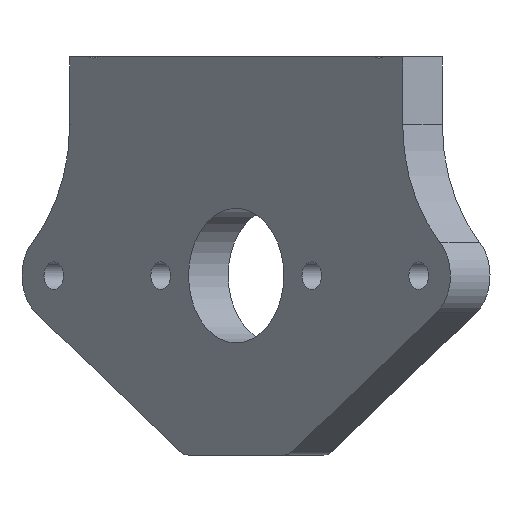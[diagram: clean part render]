
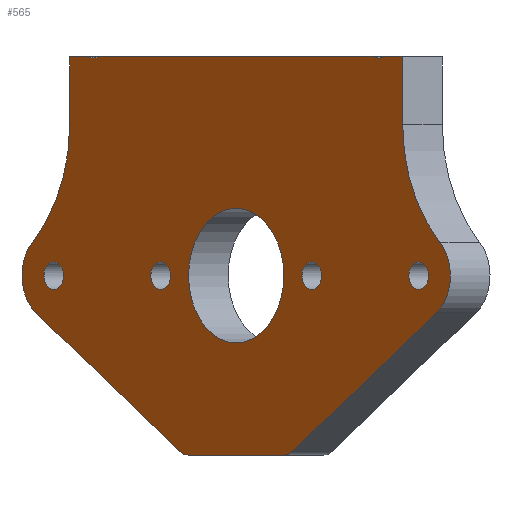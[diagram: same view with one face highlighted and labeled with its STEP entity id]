
A CAD part, front view. The second image highlights one B-rep face of the part: STEP entity #565.
In plain terms, the highlighted face is planar.
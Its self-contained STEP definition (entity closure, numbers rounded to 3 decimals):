
#21=FACE_BOUND('',#77,.T.);
#22=FACE_BOUND('',#78,.T.);
#23=FACE_BOUND('',#79,.T.);
#24=FACE_BOUND('',#80,.T.);
#25=FACE_BOUND('',#81,.T.);
#31=PLANE('',#621);
#47=FACE_OUTER_BOUND('',#76,.T.);
#76=EDGE_LOOP('',(#408,#409,#410,#411,#412,#413,#414,#415,#416,#417,#418,
#419,#420,#421,#422,#423));
#77=EDGE_LOOP('',(#424));
#78=EDGE_LOOP('',(#425));
#79=EDGE_LOOP('',(#426));
#80=EDGE_LOOP('',(#427));
#81=EDGE_LOOP('',(#428));
#123=LINE('',#935,#168);
#124=LINE('',#937,#169);
#125=LINE('',#939,#170);
#126=LINE('',#945,#171);
#127=LINE('',#949,#172);
#128=LINE('',#953,#173);
#129=LINE('',#959,#174);
#130=LINE('',#960,#175);
#168=VECTOR('',#719,10.);
#169=VECTOR('',#720,10.);
#170=VECTOR('',#721,10.);
#171=VECTOR('',#726,10.);
#172=VECTOR('',#729,10.);
#173=VECTOR('',#732,10.);
#174=VECTOR('',#737,10.);
#175=VECTOR('',#738,10.);
#204=CIRCLE('',#606,2.);
#206=CIRCLE('',#610,2.);
#215=CIRCLE('',#622,14.162);
#216=CIRCLE('',#623,4.);
#217=CIRCLE('',#624,2.);
#218=CIRCLE('',#625,2.);
#219=CIRCLE('',#626,4.);
#220=CIRCLE('',#627,14.162);
#221=CIRCLE('',#628,6.);
#222=CIRCLE('',#629,1.23);
#223=CIRCLE('',#630,1.23);
#224=CIRCLE('',#631,1.23);
#225=CIRCLE('',#632,1.23);
#242=VERTEX_POINT('',#866);
#244=VERTEX_POINT('',#879);
#250=VERTEX_POINT('',#902);
#252=VERTEX_POINT('',#915);
#257=VERTEX_POINT('',#936);
#258=VERTEX_POINT('',#938);
#259=VERTEX_POINT('',#940);
#260=VERTEX_POINT('',#942);
#261=VERTEX_POINT('',#944);
#262=VERTEX_POINT('',#946);
#263=VERTEX_POINT('',#948);
#264=VERTEX_POINT('',#950);
#265=VERTEX_POINT('',#952);
#266=VERTEX_POINT('',#954);
#267=VERTEX_POINT('',#956);
#268=VERTEX_POINT('',#958);
#269=VERTEX_POINT('',#961);
#270=VERTEX_POINT('',#963);
#271=VERTEX_POINT('',#965);
#272=VERTEX_POINT('',#967);
#273=VERTEX_POINT('',#969);
#300=EDGE_CURVE('',#242,#244,#204,.T.);
#308=EDGE_CURVE('',#250,#252,#206,.T.);
#319=EDGE_CURVE('',#244,#250,#123,.T.);
#320=EDGE_CURVE('',#252,#257,#124,.T.);
#321=EDGE_CURVE('',#257,#258,#125,.T.);
#322=EDGE_CURVE('',#258,#259,#215,.T.);
#323=EDGE_CURVE('',#259,#260,#216,.T.);
#324=EDGE_CURVE('',#260,#261,#126,.T.);
#325=EDGE_CURVE('',#262,#261,#217,.T.);
#326=EDGE_CURVE('',#262,#263,#127,.T.);
#327=EDGE_CURVE('',#264,#263,#218,.T.);
#328=EDGE_CURVE('',#264,#265,#128,.T.);
#329=EDGE_CURVE('',#265,#266,#219,.T.);
#330=EDGE_CURVE('',#266,#267,#220,.T.);
#331=EDGE_CURVE('',#267,#268,#129,.T.);
#332=EDGE_CURVE('',#268,#242,#130,.T.);
#333=EDGE_CURVE('',#269,#269,#221,.T.);
#334=EDGE_CURVE('',#270,#270,#222,.T.);
#335=EDGE_CURVE('',#271,#271,#223,.T.);
#336=EDGE_CURVE('',#272,#272,#224,.T.);
#337=EDGE_CURVE('',#273,#273,#225,.T.);
#408=ORIENTED_EDGE('',*,*,#300,.T.);
#409=ORIENTED_EDGE('',*,*,#319,.T.);
#410=ORIENTED_EDGE('',*,*,#308,.T.);
#411=ORIENTED_EDGE('',*,*,#320,.T.);
#412=ORIENTED_EDGE('',*,*,#321,.T.);
#413=ORIENTED_EDGE('',*,*,#322,.T.);
#414=ORIENTED_EDGE('',*,*,#323,.T.);
#415=ORIENTED_EDGE('',*,*,#324,.T.);
#416=ORIENTED_EDGE('',*,*,#325,.F.);
#417=ORIENTED_EDGE('',*,*,#326,.T.);
#418=ORIENTED_EDGE('',*,*,#327,.F.);
#419=ORIENTED_EDGE('',*,*,#328,.T.);
#420=ORIENTED_EDGE('',*,*,#329,.T.);
#421=ORIENTED_EDGE('',*,*,#330,.T.);
#422=ORIENTED_EDGE('',*,*,#331,.T.);
#423=ORIENTED_EDGE('',*,*,#332,.T.);
#424=ORIENTED_EDGE('',*,*,#333,.T.);
#425=ORIENTED_EDGE('',*,*,#334,.T.);
#426=ORIENTED_EDGE('',*,*,#335,.T.);
#427=ORIENTED_EDGE('',*,*,#336,.T.);
#428=ORIENTED_EDGE('',*,*,#337,.T.);
#565=ADVANCED_FACE('',(#47,#21,#22,#23,#24,#25),#31,.T.);
#606=AXIS2_PLACEMENT_3D('',#881,#681,#682);
#610=AXIS2_PLACEMENT_3D('',#917,#693,#694);
#621=AXIS2_PLACEMENT_3D('',#934,#717,#718);
#622=AXIS2_PLACEMENT_3D('',#941,#722,#723);
#623=AXIS2_PLACEMENT_3D('',#943,#724,#725);
#624=AXIS2_PLACEMENT_3D('',#947,#727,#728);
#625=AXIS2_PLACEMENT_3D('',#951,#730,#731);
#626=AXIS2_PLACEMENT_3D('',#955,#733,#734);
#627=AXIS2_PLACEMENT_3D('',#957,#735,#736);
#628=AXIS2_PLACEMENT_3D('',#962,#739,#740);
#629=AXIS2_PLACEMENT_3D('',#964,#741,#742);
#630=AXIS2_PLACEMENT_3D('',#966,#743,#744);
#631=AXIS2_PLACEMENT_3D('',#968,#745,#746);
#632=AXIS2_PLACEMENT_3D('',#970,#747,#748);
#681=DIRECTION('center_axis',(0.,0.,-1.));
#682=DIRECTION('ref_axis',(1.,0.,0.));
#693=DIRECTION('center_axis',(0.,0.,-1.));
#694=DIRECTION('ref_axis',(1.,0.,0.));
#717=DIRECTION('center_axis',(0.,0.,1.));
#718=DIRECTION('ref_axis',(1.,0.,0.));
#719=DIRECTION('',(1.,0.,0.));
#720=DIRECTION('',(1.,0.,0.));
#721=DIRECTION('',(0.,1.,0.));
#722=DIRECTION('center_axis',(0.,0.,-1.));
#723=DIRECTION('ref_axis',(-1.,0.,0.));
#724=DIRECTION('center_axis',(0.,0.,1.));
#725=DIRECTION('ref_axis',(1.,0.,0.));
#726=DIRECTION('',(-0.826,0.563,0.));
#727=DIRECTION('center_axis',(0.,0.,-1.));
#728=DIRECTION('ref_axis',(0.563,0.826,0.));
#729=DIRECTION('',(-1.,0.,0.));
#730=DIRECTION('center_axis',(0.,0.,-1.));
#731=DIRECTION('ref_axis',(0.,1.,0.));
#732=DIRECTION('',(-0.826,-0.563,0.));
#733=DIRECTION('center_axis',(0.,0.,1.));
#734=DIRECTION('ref_axis',(1.,0.,0.));
#735=DIRECTION('center_axis',(0.,0.,-1.));
#736=DIRECTION('ref_axis',(-1.,0.,0.));
#737=DIRECTION('',(0.,-1.,0.));
#738=DIRECTION('',(1.,0.,0.));
#739=DIRECTION('center_axis',(0.,0.,-1.));
#740=DIRECTION('ref_axis',(-1.,0.,0.));
#741=DIRECTION('center_axis',(0.,0.,-1.));
#742=DIRECTION('ref_axis',(1.,0.,0.));
#743=DIRECTION('center_axis',(0.,0.,-1.));
#744=DIRECTION('ref_axis',(1.,0.,0.));
#745=DIRECTION('center_axis',(0.,0.,-1.));
#746=DIRECTION('ref_axis',(1.,0.,0.));
#747=DIRECTION('center_axis',(0.,0.,-1.));
#748=DIRECTION('ref_axis',(1.,0.,0.));
#866=CARTESIAN_POINT('',(-18.624,-19.5,5.));
#879=CARTESIAN_POINT('',(-17.376,-19.5,5.));
#881=CARTESIAN_POINT('Origin',(-18.,-21.4,5.));
#902=CARTESIAN_POINT('',(17.376,-19.5,5.));
#915=CARTESIAN_POINT('',(18.624,-19.5,5.));
#917=CARTESIAN_POINT('Origin',(18.,-21.4,5.));
#934=CARTESIAN_POINT('Origin',(0.,-1.75,5.));
#935=CARTESIAN_POINT('',(-27.013,-19.5,5.));
#936=CARTESIAN_POINT('',(21.,-19.5,5.));
#937=CARTESIAN_POINT('',(-27.013,-19.5,5.));
#938=CARTESIAN_POINT('',(21.,-13.5,5.));
#939=CARTESIAN_POINT('',(21.,-7.625,5.));
#940=CARTESIAN_POINT('',(25.688,-2.973,5.));
#941=CARTESIAN_POINT('Origin',(35.162,-13.5,5.));
#942=CARTESIAN_POINT('',(25.265,3.306,5.));
#943=CARTESIAN_POINT('Origin',(23.013,0.,5.));
#944=CARTESIAN_POINT('',(7.144,15.653,5.));
#945=CARTESIAN_POINT('',(25.265,3.306,5.));
#946=CARTESIAN_POINT('',(6.018,16.,5.));
#947=CARTESIAN_POINT('Origin',(6.018,14.,5.));
#948=CARTESIAN_POINT('',(-6.018,16.,5.));
#949=CARTESIAN_POINT('',(6.633,16.,5.));
#950=CARTESIAN_POINT('',(-7.144,15.653,5.));
#951=CARTESIAN_POINT('Origin',(-6.018,14.,5.));
#952=CARTESIAN_POINT('',(-25.265,3.306,5.));
#953=CARTESIAN_POINT('',(-6.757,15.917,5.));
#954=CARTESIAN_POINT('',(-25.688,-2.973,5.));
#955=CARTESIAN_POINT('Origin',(-23.013,0.,5.));
#956=CARTESIAN_POINT('',(-21.,-13.5,5.));
#957=CARTESIAN_POINT('Origin',(-35.162,-13.5,5.));
#958=CARTESIAN_POINT('',(-21.,-19.5,5.));
#959=CARTESIAN_POINT('',(-21.,-10.625,5.));
#960=CARTESIAN_POINT('',(-27.013,-19.5,5.));
#961=CARTESIAN_POINT('',(6.,0.,5.));
#962=CARTESIAN_POINT('Origin',(0.,0.,5.));
#963=CARTESIAN_POINT('',(-24.242,0.,5.));
#964=CARTESIAN_POINT('Origin',(-23.013,0.,5.));
#965=CARTESIAN_POINT('',(21.783,0.,5.));
#966=CARTESIAN_POINT('Origin',(23.013,0.,5.));
#967=CARTESIAN_POINT('',(8.296,0.,5.));
#968=CARTESIAN_POINT('Origin',(9.525,0.,5.));
#969=CARTESIAN_POINT('',(-10.755,0.,5.));
#970=CARTESIAN_POINT('Origin',(-9.525,0.,5.));
